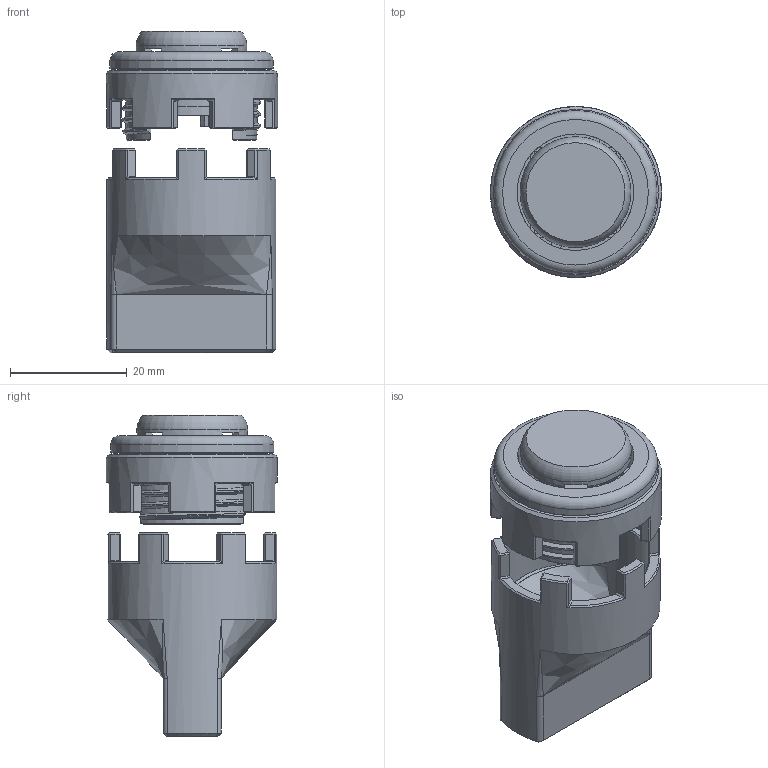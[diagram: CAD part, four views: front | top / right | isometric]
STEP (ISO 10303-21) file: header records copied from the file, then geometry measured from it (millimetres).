
FILE_DESCRIPTION(/* description */ (''),/* implementation_level */ '2;1');
FILE_NAME(/* name */ 'OSBMX v2 v24.step',/* time_stamp */ '2025-04-10T08:27:25-04:00',/* author */ (''),/* organization */ (''),/* preprocessor_version */ 'ST-DEVELOPER v20.1',/* originating_system */ 'Autodesk Translation Framework v14.4.0.0',/* authorisation */ '');
FILE_SCHEMA (('AUTOMOTIVE_DESIGN { 1 0 10303 214 3 1 1 }'));
Length unit declared in the file: millimetre
Products named in the file (5): cherry mx v28; EasyEDA PCB Model~W3GU; Board~W3GU; U2~CONN-SMD_HOTPLUGPAKAGE__C9900010116~CONN-SMD_HOTPLUGPAKAGE__C99000
10116~W3GU; CONN-SMD_HOTPLUGPAKAGE__C9900010116~CONN-SMD_HOTPLUGPAKAGE__C99000101
16~W3GU
Assembly tree (4 placements, depth 4):
  cherry mx v28
    EasyEDA PCB Model~W3GU
      Board~W3GU
      U2~CONN-SMD_HOTPLUGPAKAGE__C9900010116~CONN-SMD_HOTPLUGPAKAGE__C99000
10116~W3GU
        CONN-SMD_HOTPLUGPAKAGE__C9900010116~CONN-SMD_HOTPLUGPAKAGE__C99000101
16~W3GU
Bounding box: 29.36 x 29.36 x 55.1 mm (x, y, z)
Volume: 10547.4 mm3; surface area: 12732.1 mm2
Topology: 9 solids, 11 shells, 853 faces, 2398 edges, 1588 vertices
Faces by surface type: plane 516, bspline 133, cylinder 115, cone 79, torus 10
Full cylindrical faces by diameter (mm): 1.524 x1, 1.8 x2, 2.1 x2, 2.9 x2, 4.8 x1, 5.5 x1, 19 x1, 20 x1, 22.5 x2, 23.18 x1, 23.822 x2, 24 x2, 24.541 x2, 25 x3, 28 x1, 29 x1, 29.361 x1
Entity records: 32087 total; most frequent: CARTESIAN_POINT 11176, ORIENTED_EDGE 4788, DIRECTION 3658, EDGE_CURVE 2394, VERTEX_POINT 1588, LINE 1370, VECTOR 1370, AXIS2_PLACEMENT_3D 1144
